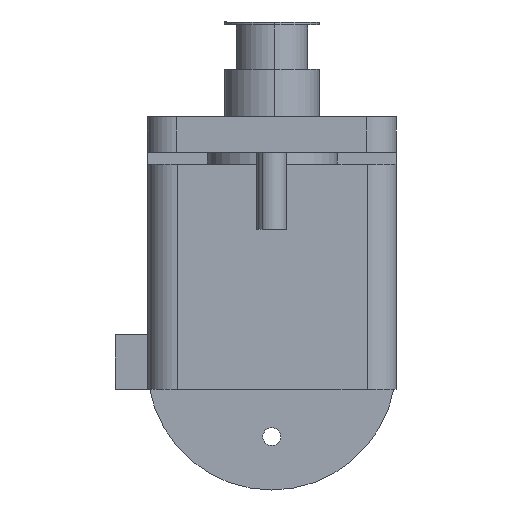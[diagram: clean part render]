
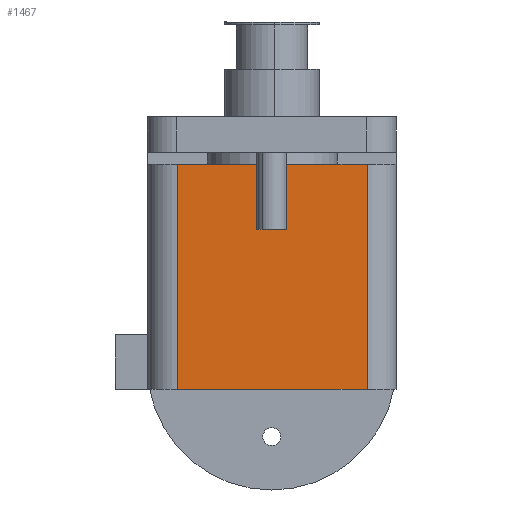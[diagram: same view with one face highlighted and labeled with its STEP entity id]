
A CAD part, left-side view. The second image highlights one B-rep face of the part: STEP entity #1467.
In plain terms, the highlighted face is planar.
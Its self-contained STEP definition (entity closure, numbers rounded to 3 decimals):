
#148 = VECTOR ( 'NONE', #4044, 1000. ) ;
#184 = LINE ( 'NONE', #4832, #883 ) ;
#482 = VERTEX_POINT ( 'NONE', #5272 ) ;
#570 = CARTESIAN_POINT ( 'NONE',  ( 21., 38., 16. ) ) ;
#583 = FACE_OUTER_BOUND ( 'NONE', #2731, .T. ) ;
#606 = EDGE_CURVE ( 'NONE', #1207, #2676, #184, .T. ) ;
#858 = DIRECTION ( 'NONE',  ( 0., -1., 0. ) ) ;
#866 = VECTOR ( 'NONE', #2117, 1000. ) ;
#883 = VECTOR ( 'NONE', #3615, 1000. ) ;
#1024 = CARTESIAN_POINT ( 'NONE',  ( 21., 38., -16. ) ) ;
#1207 = VERTEX_POINT ( 'NONE', #5290 ) ;
#1400 = ORIENTED_EDGE ( 'NONE', *, *, #3843, .T. ) ;
#1467 = ADVANCED_FACE ( 'NONE', ( #583 ), #3074, .F. ) ;
#1522 = DIRECTION ( 'NONE',  ( 0., 0., 1. ) ) ;
#1607 = LINE ( 'NONE', #4892, #148 ) ;
#1734 = VECTOR ( 'NONE', #858, 1000. ) ;
#2117 = DIRECTION ( 'NONE',  ( 0., 0., -1. ) ) ;
#2676 = VERTEX_POINT ( 'NONE', #1024 ) ;
#2731 = EDGE_LOOP ( 'NONE', ( #1400, #4740, #5038, #3635 ) ) ;
#2830 = AXIS2_PLACEMENT_3D ( 'NONE', #3550, #4904, #1522 ) ;
#2907 = VERTEX_POINT ( 'NONE', #3153 ) ;
#3074 = PLANE ( 'NONE',  #2830 ) ;
#3153 = CARTESIAN_POINT ( 'NONE',  ( 21., 38., 16. ) ) ;
#3550 = CARTESIAN_POINT ( 'NONE',  ( 21., 38., -21. ) ) ;
#3615 = DIRECTION ( 'NONE',  ( 0., 1., 0. ) ) ;
#3635 = ORIENTED_EDGE ( 'NONE', *, *, #4711, .T. ) ;
#3841 = LINE ( 'NONE', #4630, #866 ) ;
#3843 = EDGE_CURVE ( 'NONE', #482, #1207, #1607, .T. ) ;
#4044 = DIRECTION ( 'NONE',  ( 0., 0., -1. ) ) ;
#4334 = LINE ( 'NONE', #570, #1734 ) ;
#4630 = CARTESIAN_POINT ( 'NONE',  ( 21., 38., -21. ) ) ;
#4711 = EDGE_CURVE ( 'NONE', #2907, #482, #4334, .T. ) ;
#4740 = ORIENTED_EDGE ( 'NONE', *, *, #606, .T. ) ;
#4832 = CARTESIAN_POINT ( 'NONE',  ( 21., 38., -16. ) ) ;
#4892 = CARTESIAN_POINT ( 'NONE',  ( 21., 0., -21. ) ) ;
#4904 = DIRECTION ( 'NONE',  ( -1., 0., 0. ) ) ;
#5038 = ORIENTED_EDGE ( 'NONE', *, *, #5157, .F. ) ;
#5157 = EDGE_CURVE ( 'NONE', #2907, #2676, #3841, .T. ) ;
#5272 = CARTESIAN_POINT ( 'NONE',  ( 21., 0., 16. ) ) ;
#5290 = CARTESIAN_POINT ( 'NONE',  ( 21., 0., -16. ) ) ;
